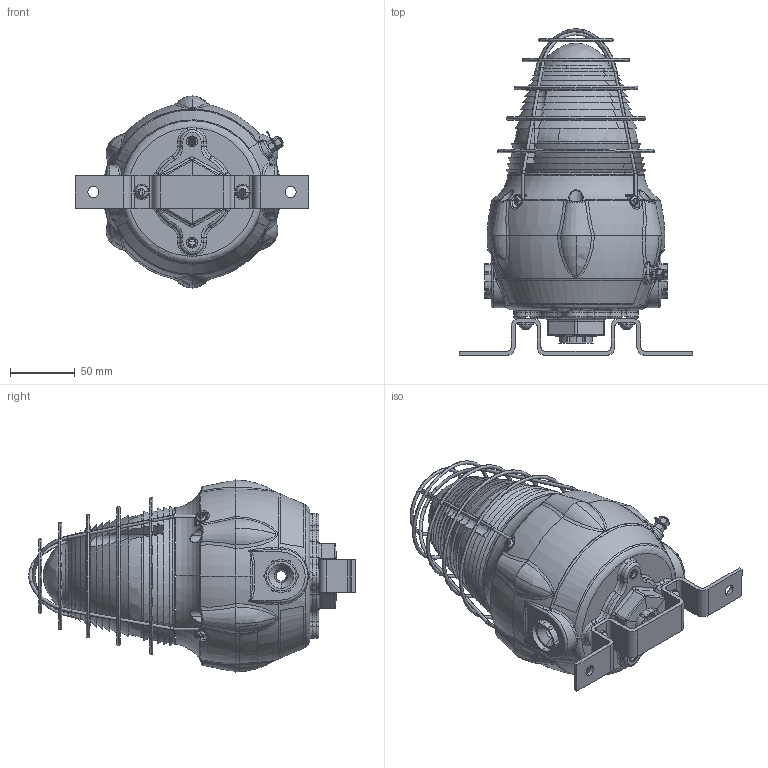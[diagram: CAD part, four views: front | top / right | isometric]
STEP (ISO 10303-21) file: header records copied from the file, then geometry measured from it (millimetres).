
FILE_DESCRIPTION (( 'STEP AP203' ), '1' );
FILE_NAME ('FX15 mit C-Bügel.STEP', '2017-05-04T13:03:41', ( '' ), ( '' ), 'SwSTEP 2.0', 'SolidWorks 2016', '' );
FILE_SCHEMA (( 'CONFIG_CONTROL_DESIGN' ));
Products named in the file (1): FX15 mit C-Bügel
Bounding box: 180 x 251.41 x 147.98 mm (x, y, z)
Surface area: 162331.4 mm2 (no closed solid volume)
Topology: 0 solids, 72 shells, 942 faces, 2844 edges, 1907 vertices
Faces by surface type: cylinder 281, plane 200, torus 177, bspline 176, cone 85, sphere 23
Entity records: 47422 total; most frequent: CARTESIAN_POINT 23534, ORIENTED_EDGE 4871, DIRECTION 4841, EDGE_CURVE 2831, AXIS2_PLACEMENT_3D 2082, VERTEX_POINT 1907, CIRCLE 1315, EDGE_LOOP 1018
